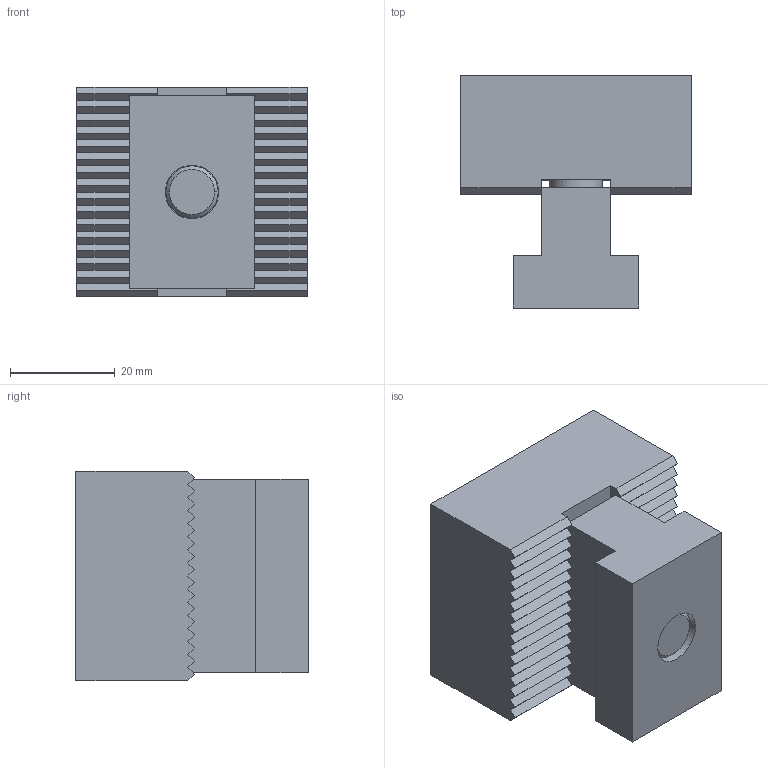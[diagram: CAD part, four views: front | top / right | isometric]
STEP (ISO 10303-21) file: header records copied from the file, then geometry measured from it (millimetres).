
FILE_DESCRIPTION(('STEP AP214'),'1');
FILE_NAME('HALDERV_EH_1586_070.stp','2017-09-06T07:06:53',('TraceParts'),('TraceParts S.A.'),'Spatial InterOp 3D',' ',' ');
FILE_SCHEMA(('automotive_design'));
Length unit declared in the file: millimetre
Products named in the file (3): HALDERV_EH_1586_070_1; HALDERV_EH_1586_070_2; HALDERV_EH_1586_070_3
Bounding box: 44 x 44.4 x 40 mm (x, y, z)
Volume: 52326.9 mm3; surface area: 15400.4 mm2
Topology: 3 solids, 3 shells, 107 faces, 293 edges, 195 vertices
Faces by surface type: plane 93, cylinder 10, torus 2, cone 2
Entity records: 4258 total; most frequent: CARTESIAN_POINT 598, ORIENTED_EDGE 586, DIRECTION 542, EDGE_CURVE 293, LINE 264, VECTOR 264, VERTEX_POINT 195, AXIS2_PLACEMENT_3D 139
